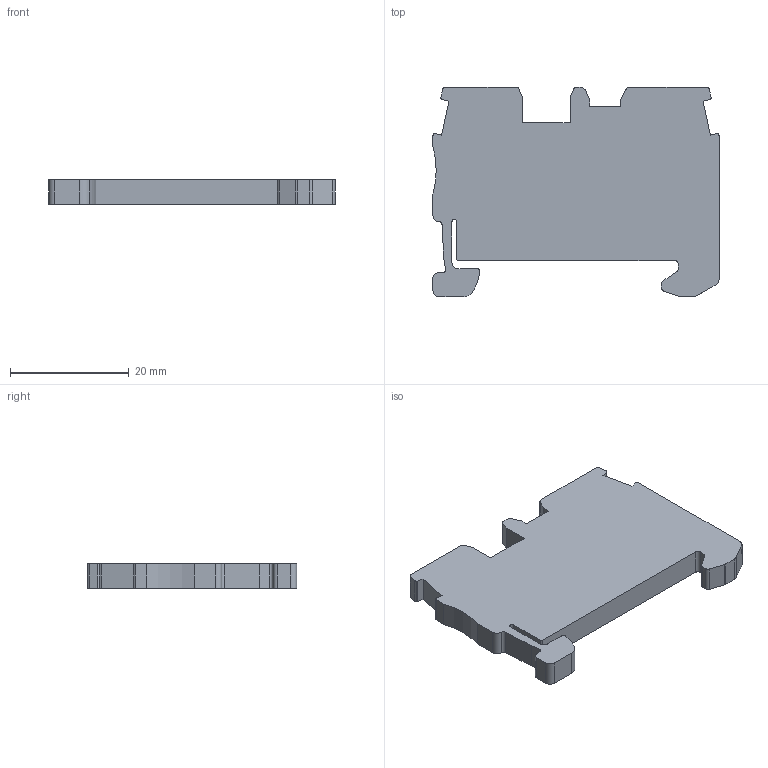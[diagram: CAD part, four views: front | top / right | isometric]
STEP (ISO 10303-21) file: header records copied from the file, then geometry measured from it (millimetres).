
FILE_DESCRIPTION(/* description */ (''),/* implementation_level */ '2;1');
FILE_NAME(/* name */ 'TC1.5-2-PE.stp',/* time_stamp */ '2019-06-21T08:15:26+08:00',/* author */ (''),/* organization */ (''),/* preprocessor_version */ 'ST-DEVELOPER v16',/* originating_system */ 'SIEMENS PLM Software NX 10.0',/* authorisation */ '');
FILE_SCHEMA (('CONFIG_CONTROL_DESIGN'));
Length unit declared in the file: millimetre
Products named in the file (1): TC1.5-2-PE
Bounding box: 48.2 x 35.3 x 4.2 mm (x, y, z)
Volume: 5755 mm3; surface area: 3666.3 mm2
Topology: 1 solids, 1 shells, 83 faces, 243 edges, 162 vertices
Faces by surface type: plane 46, cylinder 37
Entity records: 2855 total; most frequent: CARTESIAN_POINT 489, ORIENTED_EDGE 486, DIRECTION 485, EDGE_CURVE 243, LINE 169, VECTOR 169, VERTEX_POINT 162, AXIS2_PLACEMENT_3D 158
